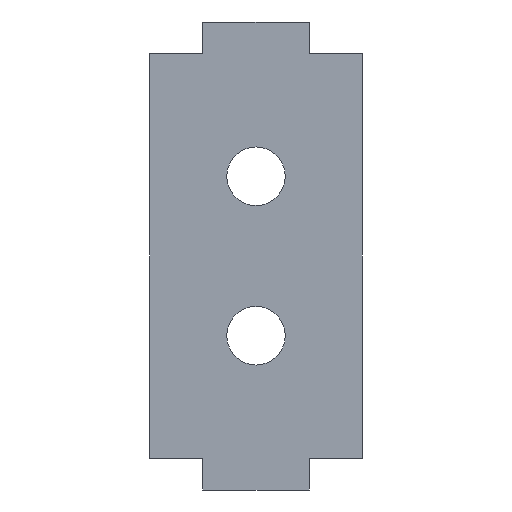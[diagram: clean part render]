
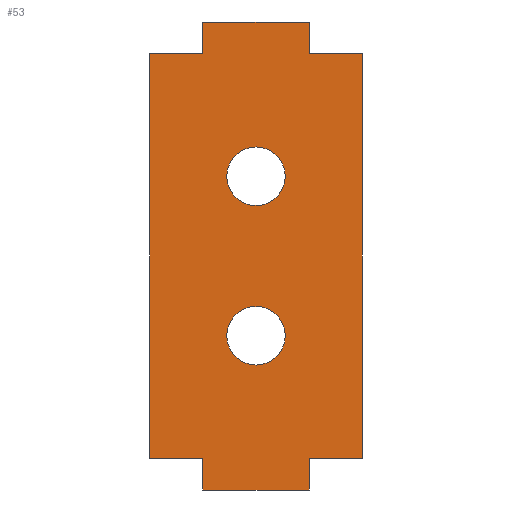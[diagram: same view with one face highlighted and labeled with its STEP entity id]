
A CAD part, front view. The second image highlights one B-rep face of the part: STEP entity #53.
In plain terms, the highlighted planar face has unit normal (0, -1, 0).
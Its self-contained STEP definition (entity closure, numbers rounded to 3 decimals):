
#1 = EDGE_CURVE ( 'NONE', #75, #405, #286, .T. ) ;
#6 = VECTOR ( 'NONE', #108, 1000. ) ;
#12 = CARTESIAN_POINT ( 'NONE',  ( 10., 0., -11.5 ) ) ;
#17 = CIRCLE ( 'NONE', #378, 2.75 ) ;
#18 = DIRECTION ( 'NONE',  ( 0., 0., -1. ) ) ;
#22 = DIRECTION ( 'NONE',  ( 0., 0., 1. ) ) ;
#24 = LINE ( 'NONE', #278, #560 ) ;
#25 = LINE ( 'NONE', #158, #93 ) ;
#29 = CARTESIAN_POINT ( 'NONE',  ( 0., 0., 0. ) ) ;
#32 = VERTEX_POINT ( 'NONE', #451 ) ;
#33 = DIRECTION ( 'NONE',  ( 0., 1., 0. ) ) ;
#34 = VERTEX_POINT ( 'NONE', #497 ) ;
#35 = CIRCLE ( 'NONE', #277, 2.75 ) ;
#37 = ORIENTED_EDGE ( 'NONE', *, *, #454, .F. ) ;
#44 = VECTOR ( 'NONE', #66, 1000. ) ;
#47 = VERTEX_POINT ( 'NONE', #310 ) ;
#53 = ADVANCED_FACE ( 'NONE', ( #151, #54, #541 ), #57, .T. ) ;
#54 = FACE_OUTER_BOUND ( 'NONE', #217, .T. ) ;
#57 = PLANE ( 'NONE',  #186 ) ;
#64 = EDGE_CURVE ( 'NONE', #540, #128, #586, .T. ) ;
#66 = DIRECTION ( 'NONE',  ( 1., 0., 0. ) ) ;
#69 = CARTESIAN_POINT ( 'NONE',  ( 0., 0., 0. ) ) ;
#70 = ORIENTED_EDGE ( 'NONE', *, *, #323, .F. ) ;
#74 = VECTOR ( 'NONE', #590, 1000. ) ;
#75 = VERTEX_POINT ( 'NONE', #448 ) ;
#78 = VERTEX_POINT ( 'NONE', #445 ) ;
#82 = CARTESIAN_POINT ( 'NONE',  ( 10., 0., -8.75 ) ) ;
#93 = VECTOR ( 'NONE', #171, 1000. ) ;
#94 = VERTEX_POINT ( 'NONE', #204 ) ;
#97 = EDGE_CURVE ( 'NONE', #94, #142, #320, .T. ) ;
#100 = VECTOR ( 'NONE', #438, 1000. ) ;
#108 = DIRECTION ( 'NONE',  ( 0., 0., -1. ) ) ;
#113 = LINE ( 'NONE', #504, #44 ) ;
#115 = CARTESIAN_POINT ( 'NONE',  ( 10., 0., -29.25 ) ) ;
#124 = VERTEX_POINT ( 'NONE', #356 ) ;
#127 = EDGE_CURVE ( 'NONE', #405, #540, #113, .T. ) ;
#128 = VERTEX_POINT ( 'NONE', #459 ) ;
#132 = EDGE_CURVE ( 'NONE', #34, #47, #389, .T. ) ;
#136 = VERTEX_POINT ( 'NONE', #82 ) ;
#142 = VERTEX_POINT ( 'NONE', #115 ) ;
#149 = DIRECTION ( 'NONE',  ( -1., 0., 0. ) ) ;
#151 = FACE_BOUND ( 'NONE', #607, .T. ) ;
#153 = AXIS2_PLACEMENT_3D ( 'NONE', #539, #456, #401 ) ;
#156 = EDGE_CURVE ( 'NONE', #423, #32, #24, .T. ) ;
#158 = CARTESIAN_POINT ( 'NONE',  ( 5., 0., 0. ) ) ;
#171 = DIRECTION ( 'NONE',  ( 0., 0., 1. ) ) ;
#176 = AXIS2_PLACEMENT_3D ( 'NONE', #553, #256, #22 ) ;
#184 = DIRECTION ( 'NONE',  ( 0., 0., 1. ) ) ;
#186 = AXIS2_PLACEMENT_3D ( 'NONE', #200, #395, #18 ) ;
#198 = ORIENTED_EDGE ( 'NONE', *, *, #557, .F. ) ;
#199 = DIRECTION ( 'NONE',  ( -1., 0., 0. ) ) ;
#200 = CARTESIAN_POINT ( 'NONE',  ( 0., 0., 0. ) ) ;
#204 = CARTESIAN_POINT ( 'NONE',  ( 10., 0., -23.75 ) ) ;
#206 = CARTESIAN_POINT ( 'NONE',  ( 20., 0., 0. ) ) ;
#207 = VERTEX_POINT ( 'NONE', #69 ) ;
#210 = EDGE_CURVE ( 'NONE', #32, #207, #506, .T. ) ;
#217 = EDGE_LOOP ( 'NONE', ( #551, #602, #37, #357, #498, #70, #319, #275, #564, #337, #572, #198 ) ) ;
#218 = CARTESIAN_POINT ( 'NONE',  ( 10., 0., -26.5 ) ) ;
#223 = DIRECTION ( 'NONE',  ( -1., 0., 0. ) ) ;
#226 = LINE ( 'NONE', #376, #482 ) ;
#231 = DIRECTION ( 'NONE',  ( 1., 0., 0. ) ) ;
#238 = CARTESIAN_POINT ( 'NONE',  ( 10., 0., -14.25 ) ) ;
#252 = VECTOR ( 'NONE', #414, 1000. ) ;
#253 = LINE ( 'NONE', #355, #397 ) ;
#256 = DIRECTION ( 'NONE',  ( 0., 1., 0. ) ) ;
#265 = CARTESIAN_POINT ( 'NONE',  ( 15., 0., -38. ) ) ;
#275 = ORIENTED_EDGE ( 'NONE', *, *, #127, .F. ) ;
#277 = AXIS2_PLACEMENT_3D ( 'NONE', #12, #523, #343 ) ;
#278 = CARTESIAN_POINT ( 'NONE',  ( 0., 0., -38. ) ) ;
#279 = ORIENTED_EDGE ( 'NONE', *, *, #573, .T. ) ;
#286 = LINE ( 'NONE', #614, #100 ) ;
#300 = LINE ( 'NONE', #496, #74 ) ;
#310 = CARTESIAN_POINT ( 'NONE',  ( 5., 0., -41. ) ) ;
#314 = VERTEX_POINT ( 'NONE', #238 ) ;
#315 = DIRECTION ( 'NONE',  ( 0., 0., -1. ) ) ;
#316 = EDGE_CURVE ( 'NONE', #314, #136, #35, .T. ) ;
#319 = ORIENTED_EDGE ( 'NONE', *, *, #64, .F. ) ;
#320 = CIRCLE ( 'NONE', #153, 2.75 ) ;
#321 = CIRCLE ( 'NONE', #176, 2.75 ) ;
#323 = EDGE_CURVE ( 'NONE', #128, #369, #611, .T. ) ;
#337 = ORIENTED_EDGE ( 'NONE', *, *, #600, .F. ) ;
#343 = DIRECTION ( 'NONE',  ( 0., 0., 1. ) ) ;
#355 = CARTESIAN_POINT ( 'NONE',  ( 0., 0., 0. ) ) ;
#356 = CARTESIAN_POINT ( 'NONE',  ( 5., 0., 3. ) ) ;
#357 = ORIENTED_EDGE ( 'NONE', *, *, #132, .F. ) ;
#369 = VERTEX_POINT ( 'NONE', #571 ) ;
#376 = CARTESIAN_POINT ( 'NONE',  ( 5., 0., 3. ) ) ;
#378 = AXIS2_PLACEMENT_3D ( 'NONE', #218, #33, #184 ) ;
#380 = ORIENTED_EDGE ( 'NONE', *, *, #97, .T. ) ;
#389 = LINE ( 'NONE', #579, #613 ) ;
#395 = DIRECTION ( 'NONE',  ( 0., -1., 0. ) ) ;
#397 = VECTOR ( 'NONE', #592, 1000. ) ;
#401 = DIRECTION ( 'NONE',  ( 0., 0., 1. ) ) ;
#402 = CARTESIAN_POINT ( 'NONE',  ( 15., 0., 0. ) ) ;
#405 = VERTEX_POINT ( 'NONE', #402 ) ;
#414 = DIRECTION ( 'NONE',  ( 0., 0., 1. ) ) ;
#421 = EDGE_CURVE ( 'NONE', #369, #34, #599, .T. ) ;
#423 = VERTEX_POINT ( 'NONE', #505 ) ;
#425 = CARTESIAN_POINT ( 'NONE',  ( 0., 0., -38. ) ) ;
#434 = VECTOR ( 'NONE', #315, 1000. ) ;
#438 = DIRECTION ( 'NONE',  ( 0., 0., -1. ) ) ;
#440 = VECTOR ( 'NONE', #199, 1000. ) ;
#445 = CARTESIAN_POINT ( 'NONE',  ( 5., 0., 0. ) ) ;
#448 = CARTESIAN_POINT ( 'NONE',  ( 15., 0., 3. ) ) ;
#449 = EDGE_CURVE ( 'NONE', #78, #124, #25, .T. ) ;
#451 = CARTESIAN_POINT ( 'NONE',  ( 0., 0., -38. ) ) ;
#454 = EDGE_CURVE ( 'NONE', #47, #423, #300, .T. ) ;
#456 = DIRECTION ( 'NONE',  ( 0., 1., 0. ) ) ;
#459 = CARTESIAN_POINT ( 'NONE',  ( 20., 0., -38. ) ) ;
#468 = ORIENTED_EDGE ( 'NONE', *, *, #316, .T. ) ;
#470 = ORIENTED_EDGE ( 'NONE', *, *, #552, .T. ) ;
#482 = VECTOR ( 'NONE', #231, 1000. ) ;
#496 = CARTESIAN_POINT ( 'NONE',  ( 5., 0., -38. ) ) ;
#497 = CARTESIAN_POINT ( 'NONE',  ( 15., 0., -41. ) ) ;
#498 = ORIENTED_EDGE ( 'NONE', *, *, #421, .F. ) ;
#504 = CARTESIAN_POINT ( 'NONE',  ( 0., 0., 0. ) ) ;
#505 = CARTESIAN_POINT ( 'NONE',  ( 5., 0., -38. ) ) ;
#506 = LINE ( 'NONE', #29, #252 ) ;
#523 = DIRECTION ( 'NONE',  ( 0., 1., 0. ) ) ;
#526 = EDGE_LOOP ( 'NONE', ( #468, #470 ) ) ;
#539 = CARTESIAN_POINT ( 'NONE',  ( 10., 0., -26.5 ) ) ;
#540 = VERTEX_POINT ( 'NONE', #596 ) ;
#541 = FACE_BOUND ( 'NONE', #526, .T. ) ;
#551 = ORIENTED_EDGE ( 'NONE', *, *, #210, .F. ) ;
#552 = EDGE_CURVE ( 'NONE', #136, #314, #321, .T. ) ;
#553 = CARTESIAN_POINT ( 'NONE',  ( 10., 0., -11.5 ) ) ;
#557 = EDGE_CURVE ( 'NONE', #207, #78, #253, .T. ) ;
#560 = VECTOR ( 'NONE', #223, 1000. ) ;
#564 = ORIENTED_EDGE ( 'NONE', *, *, #1, .F. ) ;
#571 = CARTESIAN_POINT ( 'NONE',  ( 15., 0., -38. ) ) ;
#572 = ORIENTED_EDGE ( 'NONE', *, *, #449, .F. ) ;
#573 = EDGE_CURVE ( 'NONE', #142, #94, #17, .T. ) ;
#579 = CARTESIAN_POINT ( 'NONE',  ( 5., 0., -41. ) ) ;
#586 = LINE ( 'NONE', #206, #6 ) ;
#590 = DIRECTION ( 'NONE',  ( 0., 0., 1. ) ) ;
#592 = DIRECTION ( 'NONE',  ( 1., 0., 0. ) ) ;
#596 = CARTESIAN_POINT ( 'NONE',  ( 20., 0., 0. ) ) ;
#599 = LINE ( 'NONE', #265, #434 ) ;
#600 = EDGE_CURVE ( 'NONE', #124, #75, #226, .T. ) ;
#602 = ORIENTED_EDGE ( 'NONE', *, *, #156, .F. ) ;
#607 = EDGE_LOOP ( 'NONE', ( #279, #380 ) ) ;
#611 = LINE ( 'NONE', #425, #440 ) ;
#613 = VECTOR ( 'NONE', #149, 1000. ) ;
#614 = CARTESIAN_POINT ( 'NONE',  ( 15., 0., 0. ) ) ;
